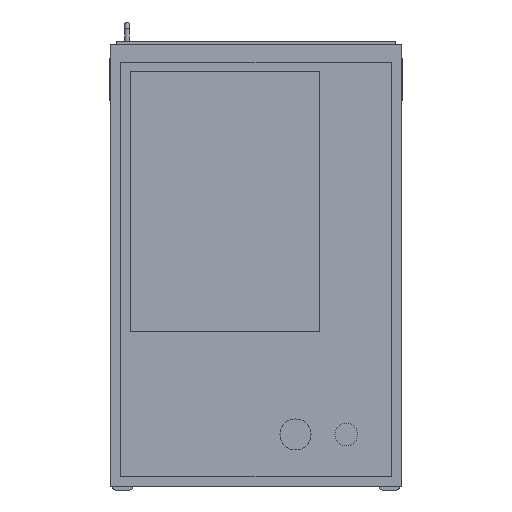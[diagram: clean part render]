
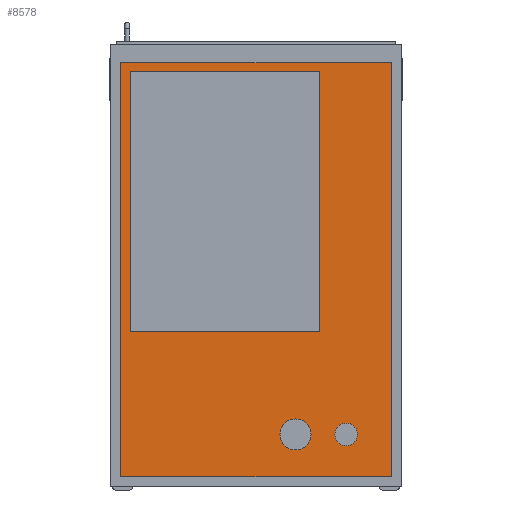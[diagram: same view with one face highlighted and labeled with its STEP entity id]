
A CAD part, front view. The second image highlights one B-rep face of the part: STEP entity #8578.
In plain terms, the highlighted planar face has unit normal (0, -1, 0).
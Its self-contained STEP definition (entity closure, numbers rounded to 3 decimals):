
#293=FACE_OUTER_BOUND('',#812,.T.);
#812=EDGE_LOOP('',(#5669,#5670,#5671,#5672));
#1352=LINE('',#12195,#2479);
#1356=LINE('',#12202,#2483);
#1357=LINE('',#12205,#2484);
#1358=LINE('',#12206,#2485);
#2479=VECTOR('',#9815,10.);
#2483=VECTOR('',#9821,10.);
#2484=VECTOR('',#9824,10.);
#2485=VECTOR('',#9825,10.);
#3602=VERTEX_POINT('',#12192);
#3603=VERTEX_POINT('',#12194);
#3605=VERTEX_POINT('',#12200);
#3606=VERTEX_POINT('',#12204);
#4424=EDGE_CURVE('',#3602,#3603,#1352,.T.);
#4428=EDGE_CURVE('',#3602,#3605,#1356,.T.);
#4429=EDGE_CURVE('',#3606,#3605,#1357,.T.);
#4430=EDGE_CURVE('',#3603,#3606,#1358,.T.);
#5669=ORIENTED_EDGE('',*,*,#4428,.T.);
#5670=ORIENTED_EDGE('',*,*,#4429,.F.);
#5671=ORIENTED_EDGE('',*,*,#4430,.F.);
#5672=ORIENTED_EDGE('',*,*,#4424,.F.);
#8110=PLANE('',#9171);
#8578=ADVANCED_FACE('',(#293),#8110,.T.);
#9171=AXIS2_PLACEMENT_3D('',#12203,#9822,#9823);
#9815=DIRECTION('',(0.,0.,1.));
#9821=DIRECTION('',(1.,0.,0.));
#9822=DIRECTION('center_axis',(0.,-1.,0.));
#9823=DIRECTION('ref_axis',(0.,0.,-1.));
#9824=DIRECTION('',(0.,0.,-1.));
#9825=DIRECTION('',(1.,0.,0.));
#12192=CARTESIAN_POINT('',(-240.,-96.,-367.));
#12194=CARTESIAN_POINT('',(-240.,-96.,367.));
#12195=CARTESIAN_POINT('',(-240.,-96.,367.));
#12200=CARTESIAN_POINT('',(240.,-96.,-367.));
#12202=CARTESIAN_POINT('',(0.,-96.,-367.));
#12203=CARTESIAN_POINT('Origin',(0.,-96.,367.));
#12204=CARTESIAN_POINT('',(240.,-96.,367.));
#12205=CARTESIAN_POINT('',(240.,-96.,367.));
#12206=CARTESIAN_POINT('',(0.,-96.,367.));
